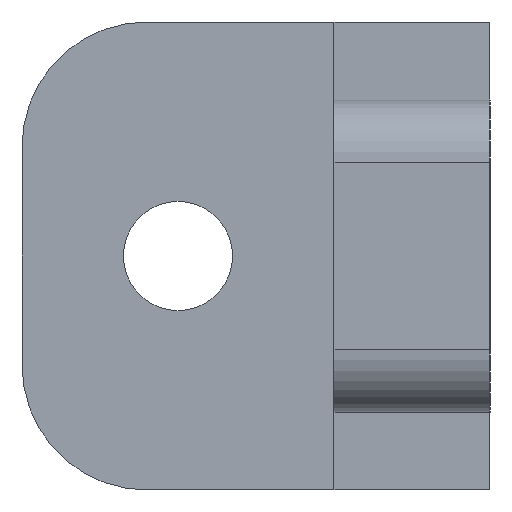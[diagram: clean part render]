
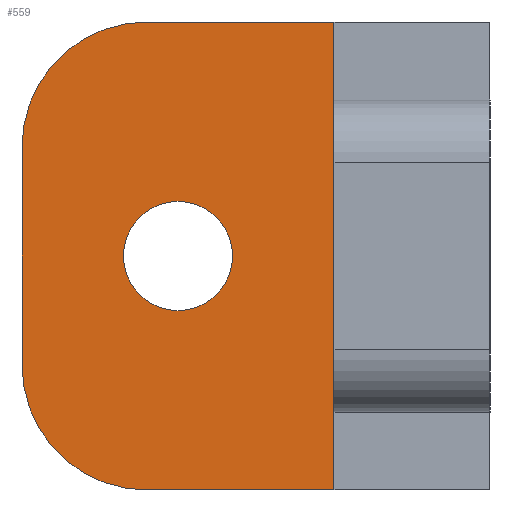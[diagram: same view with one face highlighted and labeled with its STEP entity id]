
A CAD part, left-side view. The second image highlights one B-rep face of the part: STEP entity #559.
In plain terms, the highlighted planar face has unit normal (-1, 0, 0).
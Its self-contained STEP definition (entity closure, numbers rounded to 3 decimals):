
#5 = CIRCLE ( 'NONE', #416, 4. ) ;
#7 = AXIS2_PLACEMENT_3D ( 'NONE', #293, #169, #105 ) ;
#18 = AXIS2_PLACEMENT_3D ( 'NONE', #334, #167, #223 ) ;
#23 = VERTEX_POINT ( 'NONE', #298 ) ;
#24 = FACE_OUTER_BOUND ( 'NONE', #181, .T. ) ;
#37 = EDGE_CURVE ( 'NONE', #779, #179, #542, .T. ) ;
#57 = ORIENTED_EDGE ( 'NONE', *, *, #679, .F. ) ;
#58 = DIRECTION ( 'NONE',  ( 0., 0., -1. ) ) ;
#63 = EDGE_CURVE ( 'NONE', #529, #23, #151, .T. ) ;
#64 = CARTESIAN_POINT ( 'NONE',  ( 0., 11., 7.5 ) ) ;
#102 = EDGE_LOOP ( 'NONE', ( #338, #682 ) ) ;
#105 = DIRECTION ( 'NONE',  ( 0., 0., 1. ) ) ;
#111 = DIRECTION ( 'NONE',  ( 0., -1., 0. ) ) ;
#124 = ORIENTED_EDGE ( 'NONE', *, *, #486, .T. ) ;
#151 = CIRCLE ( 'NONE', #358, 4. ) ;
#158 = DIRECTION ( 'NONE',  ( 1., 0., 0. ) ) ;
#167 = DIRECTION ( 'NONE',  ( 1., 0., 0. ) ) ;
#169 = DIRECTION ( 'NONE',  ( -1., 0., 0. ) ) ;
#170 = CIRCLE ( 'NONE', #447, 1.75 ) ;
#179 = VERTEX_POINT ( 'NONE', #371 ) ;
#181 = EDGE_LOOP ( 'NONE', ( #57, #615, #606, #624, #124, #614 ) ) ;
#197 = CARTESIAN_POINT ( 'NONE',  ( 0., 5., -7.5 ) ) ;
#204 = EDGE_CURVE ( 'NONE', #414, #558, #686, .T. ) ;
#217 = CARTESIAN_POINT ( 'NONE',  ( 0., 5., -10. ) ) ;
#221 = PLANE ( 'NONE',  #7 ) ;
#223 = DIRECTION ( 'NONE',  ( 0., 0., 1. ) ) ;
#246 = DIRECTION ( 'NONE',  ( 1., 0., 0. ) ) ;
#259 = DIRECTION ( 'NONE',  ( 0., 1., 0. ) ) ;
#278 = DIRECTION ( 'NONE',  ( 0., 0., 1. ) ) ;
#286 = DIRECTION ( 'NONE',  ( 1., 0., 0. ) ) ;
#293 = CARTESIAN_POINT ( 'NONE',  ( 0., 0., 0. ) ) ;
#298 = CARTESIAN_POINT ( 'NONE',  ( 0., 15., -3.5 ) ) ;
#318 = EDGE_CURVE ( 'NONE', #558, #414, #170, .T. ) ;
#334 = CARTESIAN_POINT ( 'NONE',  ( 0., 10., 0. ) ) ;
#338 = ORIENTED_EDGE ( 'NONE', *, *, #204, .T. ) ;
#348 = EDGE_CURVE ( 'NONE', #793, #23, #437, .T. ) ;
#354 = VERTEX_POINT ( 'NONE', #197 ) ;
#358 = AXIS2_PLACEMENT_3D ( 'NONE', #549, #286, #422 ) ;
#371 = CARTESIAN_POINT ( 'NONE',  ( 0., 5., 7.5 ) ) ;
#376 = LINE ( 'NONE', #448, #442 ) ;
#414 = VERTEX_POINT ( 'NONE', #508 ) ;
#416 = AXIS2_PLACEMENT_3D ( 'NONE', #797, #246, #428 ) ;
#422 = DIRECTION ( 'NONE',  ( 0., 0., 1. ) ) ;
#428 = DIRECTION ( 'NONE',  ( 0., 0., 1. ) ) ;
#437 = LINE ( 'NONE', #618, #525 ) ;
#442 = VECTOR ( 'NONE', #259, 1000. ) ;
#447 = AXIS2_PLACEMENT_3D ( 'NONE', #535, #158, #593 ) ;
#448 = CARTESIAN_POINT ( 'NONE',  ( 0., -18.028, -7.5 ) ) ;
#458 = FACE_BOUND ( 'NONE', #102, .T. ) ;
#486 = EDGE_CURVE ( 'NONE', #354, #179, #591, .T. ) ;
#508 = CARTESIAN_POINT ( 'NONE',  ( 0., 10., 1.75 ) ) ;
#525 = VECTOR ( 'NONE', #58, 1000. ) ;
#529 = VERTEX_POINT ( 'NONE', #764 ) ;
#535 = CARTESIAN_POINT ( 'NONE',  ( 0., 10., 0. ) ) ;
#538 = CARTESIAN_POINT ( 'NONE',  ( 0., 10., -1.75 ) ) ;
#539 = VECTOR ( 'NONE', #111, 1000. ) ;
#542 = LINE ( 'NONE', #659, #539 ) ;
#549 = CARTESIAN_POINT ( 'NONE',  ( 0., 11., -3.5 ) ) ;
#558 = VERTEX_POINT ( 'NONE', #538 ) ;
#559 = ADVANCED_FACE ( 'NONE', ( #24, #458 ), #221, .T. ) ;
#591 = LINE ( 'NONE', #217, #794 ) ;
#593 = DIRECTION ( 'NONE',  ( 0., 0., 1. ) ) ;
#606 = ORIENTED_EDGE ( 'NONE', *, *, #63, .F. ) ;
#614 = ORIENTED_EDGE ( 'NONE', *, *, #37, .F. ) ;
#615 = ORIENTED_EDGE ( 'NONE', *, *, #348, .T. ) ;
#618 = CARTESIAN_POINT ( 'NONE',  ( 0., 15., -10. ) ) ;
#624 = ORIENTED_EDGE ( 'NONE', *, *, #698, .F. ) ;
#659 = CARTESIAN_POINT ( 'NONE',  ( 0., -18.028, 7.5 ) ) ;
#679 = EDGE_CURVE ( 'NONE', #793, #779, #5, .T. ) ;
#682 = ORIENTED_EDGE ( 'NONE', *, *, #318, .T. ) ;
#686 = CIRCLE ( 'NONE', #18, 1.75 ) ;
#698 = EDGE_CURVE ( 'NONE', #354, #529, #376, .T. ) ;
#752 = CARTESIAN_POINT ( 'NONE',  ( 0., 15., 3.5 ) ) ;
#764 = CARTESIAN_POINT ( 'NONE',  ( 0., 11., -7.5 ) ) ;
#779 = VERTEX_POINT ( 'NONE', #64 ) ;
#793 = VERTEX_POINT ( 'NONE', #752 ) ;
#794 = VECTOR ( 'NONE', #278, 1000. ) ;
#797 = CARTESIAN_POINT ( 'NONE',  ( 0., 11., 3.5 ) ) ;
